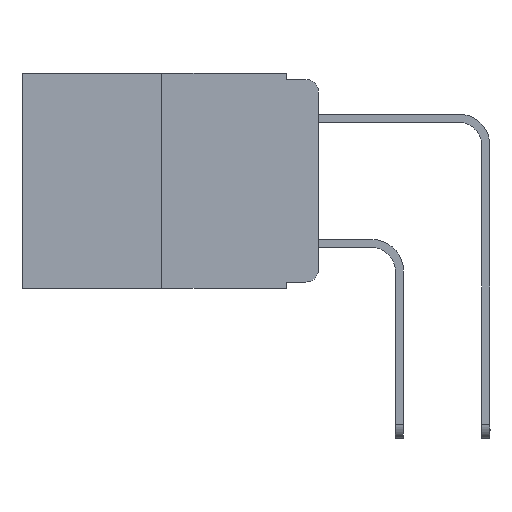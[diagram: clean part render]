
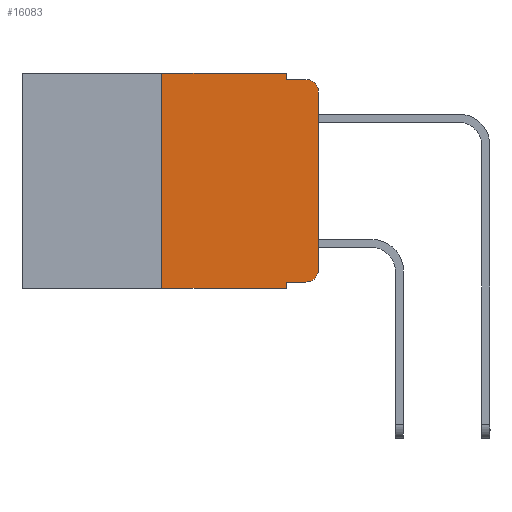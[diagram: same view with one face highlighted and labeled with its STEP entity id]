
A CAD part, left-side view. The second image highlights one B-rep face of the part: STEP entity #16083.
In plain terms, the highlighted planar face has unit normal (-1, 0, 0).
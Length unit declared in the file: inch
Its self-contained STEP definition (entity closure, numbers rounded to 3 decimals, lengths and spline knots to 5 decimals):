
#116 = EDGE_CURVE ( 'NONE', #6839, #3425, #752, .T. ) ;
#122 = LINE ( 'NONE', #5735, #7908 ) ;
#479 = VERTEX_POINT ( 'NONE', #15601 ) ;
#562 = CARTESIAN_POINT ( 'NONE',  ( 0., 0.051, -0.343 ) ) ;
#752 = LINE ( 'NONE', #8458, #13106 ) ;
#939 = CARTESIAN_POINT ( 'NONE',  ( 0., 0.25, 0. ) ) ;
#1104 = DIRECTION ( 'NONE',  ( 0., 0., -1. ) ) ;
#1529 = ORIENTED_EDGE ( 'NONE', *, *, #14314, .T. ) ;
#1543 = EDGE_CURVE ( 'NONE', #3425, #10987, #7561, .T. ) ;
#1571 = VERTEX_POINT ( 'NONE', #13503 ) ;
#1598 = LINE ( 'NONE', #10506, #15336 ) ;
#1669 = FACE_OUTER_BOUND ( 'NONE', #14803, .T. ) ;
#1888 = CARTESIAN_POINT ( 'NONE',  ( 0., 0.051, -0.01 ) ) ;
#2401 = EDGE_CURVE ( 'NONE', #6839, #4946, #13826, .T. ) ;
#2448 = DIRECTION ( 'NONE',  ( 0., 0., 1. ) ) ;
#3040 = CARTESIAN_POINT ( 'NONE',  ( 0., 0.02, -0.313 ) ) ;
#3213 = ORIENTED_EDGE ( 'NONE', *, *, #2401, .T. ) ;
#3391 = AXIS2_PLACEMENT_3D ( 'NONE', #14732, #8529, #1104 ) ;
#3425 = VERTEX_POINT ( 'NONE', #939 ) ;
#3810 = ORIENTED_EDGE ( 'NONE', *, *, #11556, .F. ) ;
#3830 = EDGE_CURVE ( 'NONE', #479, #4372, #12427, .T. ) ;
#3870 = DIRECTION ( 'NONE',  ( 0., -1., 0. ) ) ;
#4372 = VERTEX_POINT ( 'NONE', #10383 ) ;
#4946 = VERTEX_POINT ( 'NONE', #562 ) ;
#5171 = VERTEX_POINT ( 'NONE', #15837 ) ;
#5420 = VECTOR ( 'NONE', #9628, 39.37008 ) ;
#5676 = VERTEX_POINT ( 'NONE', #1888 ) ;
#5735 = CARTESIAN_POINT ( 'NONE',  ( 0., 0.051, 0. ) ) ;
#5808 = DIRECTION ( 'NONE',  ( 0., 0., -1. ) ) ;
#5850 = ORIENTED_EDGE ( 'NONE', *, *, #116, .F. ) ;
#6319 = ORIENTED_EDGE ( 'NONE', *, *, #13116, .F. ) ;
#6390 = EDGE_CURVE ( 'NONE', #11493, #479, #14589, .T. ) ;
#6555 = VECTOR ( 'NONE', #3870, 39.37008 ) ;
#6839 = VERTEX_POINT ( 'NONE', #10922 ) ;
#6943 = DIRECTION ( 'NONE',  ( 0., -1., 0. ) ) ;
#7102 = CARTESIAN_POINT ( 'NONE',  ( 0., 0.473, 0. ) ) ;
#7123 = CARTESIAN_POINT ( 'NONE',  ( 0., 0.051, 0. ) ) ;
#7159 = AXIS2_PLACEMENT_3D ( 'NONE', #7388, #7272, #9846 ) ;
#7272 = DIRECTION ( 'NONE',  ( -1., 0., 0. ) ) ;
#7388 = CARTESIAN_POINT ( 'NONE',  ( 0., 0.02, -0.03 ) ) ;
#7561 = LINE ( 'NONE', #7102, #5420 ) ;
#7762 = ORIENTED_EDGE ( 'NONE', *, *, #6390, .T. ) ;
#7908 = VECTOR ( 'NONE', #11376, 39.37008 ) ;
#8111 = DIRECTION ( 'NONE',  ( 0., -1., 0. ) ) ;
#8193 = CIRCLE ( 'NONE', #7159, 0.02 ) ;
#8230 = CARTESIAN_POINT ( 'NONE',  ( 0., 0.473, -0.343 ) ) ;
#8386 = AXIS2_PLACEMENT_3D ( 'NONE', #3040, #13089, #5808 ) ;
#8458 = CARTESIAN_POINT ( 'NONE',  ( 0., 0.25, 0. ) ) ;
#8473 = PLANE ( 'NONE',  #3391 ) ;
#8529 = DIRECTION ( 'NONE',  ( 1., 0., 0. ) ) ;
#8530 = LINE ( 'NONE', #10994, #10914 ) ;
#8544 = EDGE_CURVE ( 'NONE', #10987, #5676, #11779, .T. ) ;
#8585 = ORIENTED_EDGE ( 'NONE', *, *, #1543, .F. ) ;
#8774 = CARTESIAN_POINT ( 'NONE',  ( 0., 0.051, -0.333 ) ) ;
#9628 = DIRECTION ( 'NONE',  ( 0., -1., 0. ) ) ;
#9794 = VECTOR ( 'NONE', #11153, 39.37008 ) ;
#9846 = DIRECTION ( 'NONE',  ( 0., 0., -1. ) ) ;
#10351 = ORIENTED_EDGE ( 'NONE', *, *, #8544, .F. ) ;
#10383 = CARTESIAN_POINT ( 'NONE',  ( 0., 0., -0.313 ) ) ;
#10402 = EDGE_CURVE ( 'NONE', #4372, #5171, #8530, .T. ) ;
#10506 = CARTESIAN_POINT ( 'NONE',  ( 0., 0.051, -0.01 ) ) ;
#10914 = VECTOR ( 'NONE', #14817, 39.37008 ) ;
#10922 = CARTESIAN_POINT ( 'NONE',  ( 0., 0.25, -0.343 ) ) ;
#10987 = VERTEX_POINT ( 'NONE', #13498 ) ;
#10994 = CARTESIAN_POINT ( 'NONE',  ( 0., 0., 0. ) ) ;
#11153 = DIRECTION ( 'NONE',  ( 0., 0., -1. ) ) ;
#11376 = DIRECTION ( 'NONE',  ( 0., 0., -1. ) ) ;
#11493 = VERTEX_POINT ( 'NONE', #12162 ) ;
#11556 = EDGE_CURVE ( 'NONE', #11493, #4946, #122, .T. ) ;
#11779 = LINE ( 'NONE', #7123, #9794 ) ;
#11818 = ORIENTED_EDGE ( 'NONE', *, *, #10402, .T. ) ;
#12162 = CARTESIAN_POINT ( 'NONE',  ( 0., 0.051, -0.333 ) ) ;
#12251 = VECTOR ( 'NONE', #6943, 39.37008 ) ;
#12427 = CIRCLE ( 'NONE', #8386, 0.02 ) ;
#13089 = DIRECTION ( 'NONE',  ( -1., 0., 0. ) ) ;
#13106 = VECTOR ( 'NONE', #2448, 39.37008 ) ;
#13116 = EDGE_CURVE ( 'NONE', #5676, #1571, #1598, .T. ) ;
#13498 = CARTESIAN_POINT ( 'NONE',  ( 0., 0.051, 0. ) ) ;
#13503 = CARTESIAN_POINT ( 'NONE',  ( 0., 0.02, -0.01 ) ) ;
#13826 = LINE ( 'NONE', #8230, #12251 ) ;
#14314 = EDGE_CURVE ( 'NONE', #5171, #1571, #8193, .T. ) ;
#14589 = LINE ( 'NONE', #8774, #6555 ) ;
#14732 = CARTESIAN_POINT ( 'NONE',  ( 0., 0.473, 0. ) ) ;
#14803 = EDGE_LOOP ( 'NONE', ( #11818, #1529, #6319, #10351, #8585, #5850, #3213, #3810, #7762, #15792 ) ) ;
#14817 = DIRECTION ( 'NONE',  ( 0., 0., 1. ) ) ;
#15336 = VECTOR ( 'NONE', #8111, 39.37008 ) ;
#15601 = CARTESIAN_POINT ( 'NONE',  ( 0., 0.02, -0.333 ) ) ;
#15792 = ORIENTED_EDGE ( 'NONE', *, *, #3830, .T. ) ;
#15837 = CARTESIAN_POINT ( 'NONE',  ( 0., 0., -0.03 ) ) ;
#16083 = ADVANCED_FACE ( 'NONE', ( #1669 ), #8473, .F. ) ;
